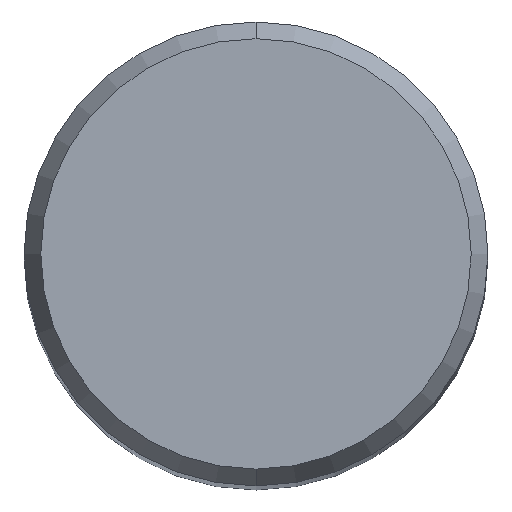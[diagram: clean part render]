
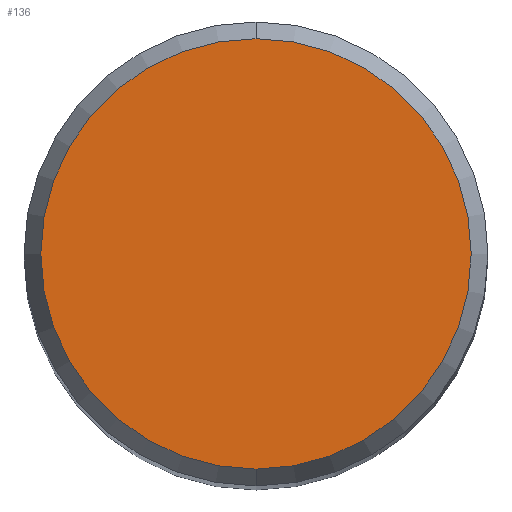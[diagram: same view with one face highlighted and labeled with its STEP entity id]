
A CAD part, top view. The second image highlights one B-rep face of the part: STEP entity #136.
In plain terms, the highlighted planar face has unit normal (0, 0, 1).
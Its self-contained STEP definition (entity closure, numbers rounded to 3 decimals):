
#130=EDGE_CURVE('',#202,#186,#280,.T.);
#136=ADVANCED_FACE('',(#287),#288,.T.);
#186=VERTEX_POINT('',#346);
#202=VERTEX_POINT('',#363);
#214=EDGE_CURVE('',#186,#202,#376,.T.);
#280=CIRCLE('',#443,5.892);
#287=FACE_OUTER_BOUND('',#450,.T.);
#288=PLANE('',#451);
#346=CARTESIAN_POINT('',(0.0,5.892,0.0));
#363=CARTESIAN_POINT('',(0.,-5.892,0.0));
#376=CIRCLE('',#565,5.892);
#443=AXIS2_PLACEMENT_3D('',#628,#629,#630);
#450=EDGE_LOOP('',(#638,#639));
#451=AXIS2_PLACEMENT_3D('',#640,#641,#642);
#565=AXIS2_PLACEMENT_3D('',#751,#752,#753);
#628=CARTESIAN_POINT('',(0.0,0.0,0.0));
#629=DIRECTION('',(0.0,0.0,-1.0));
#630=DIRECTION('',(0.0,1.0,0.0));
#638=ORIENTED_EDGE('',*,*,#214,.F.);
#639=ORIENTED_EDGE('',*,*,#130,.F.);
#640=CARTESIAN_POINT('',(0.0,2.946,0.0));
#641=DIRECTION('',(-0.0,0.0,1.0));
#642=DIRECTION('',(0.0,-1.0,0.0));
#751=CARTESIAN_POINT('',(0.0,0.0,0.0));
#752=DIRECTION('',(0.0,0.0,-1.0));
#753=DIRECTION('',(0.0,1.0,0.0));
